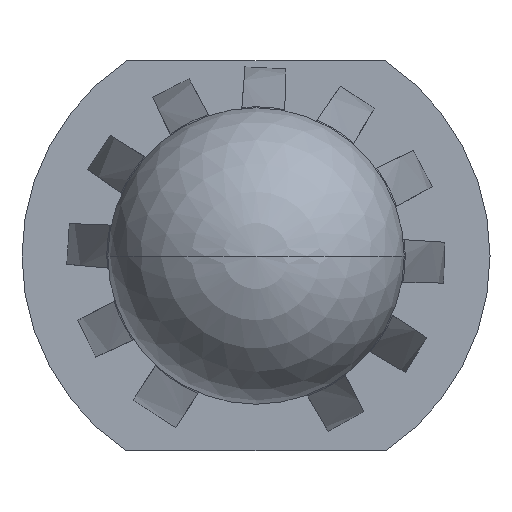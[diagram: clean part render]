
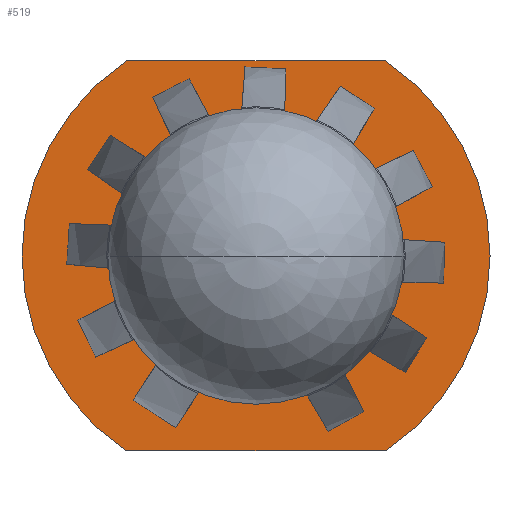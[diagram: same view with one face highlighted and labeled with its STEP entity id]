
A CAD part, left-side view. The second image highlights one B-rep face of the part: STEP entity #519.
In plain terms, the highlighted planar face has unit normal (-1, 0, 0).
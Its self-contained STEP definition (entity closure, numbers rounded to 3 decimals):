
#100=CARTESIAN_POINT('',(0.,0.,0.));
#101=DIRECTION('',(-1.,0.,0.));
#102=DIRECTION('',(0.,1.,0.));
#103=AXIS2_PLACEMENT_3D('',#100,#101,#102);
#109=CARTESIAN_POINT('',(0.,0.,0.));
#110=DIRECTION('',(1.,0.,0.));
#111=DIRECTION('',(0.,1.,0.));
#112=AXIS2_PLACEMENT_3D('',#109,#110,#111);
#118=DIRECTION('',(0.,-1.,0.));
#119=VECTOR('',#118,3.317);
#120=CARTESIAN_POINT('',(0.,1.658,2.5));
#121=LINE('',#120,#119);
#122=DIRECTION('',(0.,1.,0.));
#123=VECTOR('',#122,3.317);
#124=CARTESIAN_POINT('',(0.,-1.658,-2.5));
#125=LINE('',#124,#123);
#135=CARTESIAN_POINT('',(0.,0.,0.));
#136=DIRECTION('',(-1.,0.,0.));
#137=DIRECTION('',(0.,0.553,0.833));
#138=AXIS2_PLACEMENT_3D('',#135,#136,#137);
#144=CARTESIAN_POINT('',(0.,0.,0.));
#145=DIRECTION('',(-1.,0.,0.));
#146=DIRECTION('',(0.,-0.553,-0.833));
#147=AXIS2_PLACEMENT_3D('',#144,#145,#146);
#318=CARTESIAN_POINT('',(0.,1.9,0.));
#320=VERTEX_POINT('',#318);
#330=CARTESIAN_POINT('',(0.,-1.9,0.));
#332=VERTEX_POINT('',#330);
#346=CARTESIAN_POINT('',(0.,1.658,-2.5));
#347=VERTEX_POINT('',#346);
#348=CARTESIAN_POINT('',(0.,-1.658,-2.5));
#349=VERTEX_POINT('',#348);
#350=CARTESIAN_POINT('',(0.,1.658,2.5));
#351=CARTESIAN_POINT('',(0.,-1.658,2.5));
#352=VERTEX_POINT('',#350);
#353=VERTEX_POINT('',#351);
#500=CARTESIAN_POINT('',(0.,0.,0.));
#501=DIRECTION('',(-1.,0.,0.));
#502=DIRECTION('',(0.,1.,0.));
#503=AXIS2_PLACEMENT_3D('',#500,#501,#502);
#504=PLANE('',#503);
#506=ORIENTED_EDGE('',*,*,#505,.F.);
#508=ORIENTED_EDGE('',*,*,#507,.T.);
#510=ORIENTED_EDGE('',*,*,#509,.F.);
#512=ORIENTED_EDGE('',*,*,#511,.T.);
#513=EDGE_LOOP('',(#506,#508,#510,#512));
#514=FACE_OUTER_BOUND('',#513,.F.);
#515=ORIENTED_EDGE('',*,*,#493,.F.);
#516=ORIENTED_EDGE('',*,*,#482,.T.);
#517=EDGE_LOOP('',(#515,#516));
#518=FACE_BOUND('',#517,.F.);
#519=ADVANCED_FACE('',(#514,#518),#504,.T.);
#104=CIRCLE('',#103,1.9);
#113=CIRCLE('',#112,1.9);
#139=CIRCLE('',#138,3.);
#148=CIRCLE('',#147,3.);
#482=EDGE_CURVE('',#320,#332,#104,.T.);
#493=EDGE_CURVE('',#320,#332,#113,.T.);
#505=EDGE_CURVE('',#352,#347,#139,.T.);
#507=EDGE_CURVE('',#352,#353,#121,.T.);
#509=EDGE_CURVE('',#349,#353,#148,.T.);
#511=EDGE_CURVE('',#349,#347,#125,.T.);
